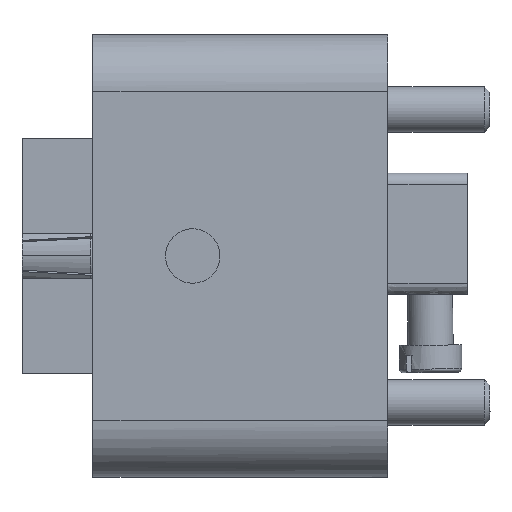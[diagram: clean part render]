
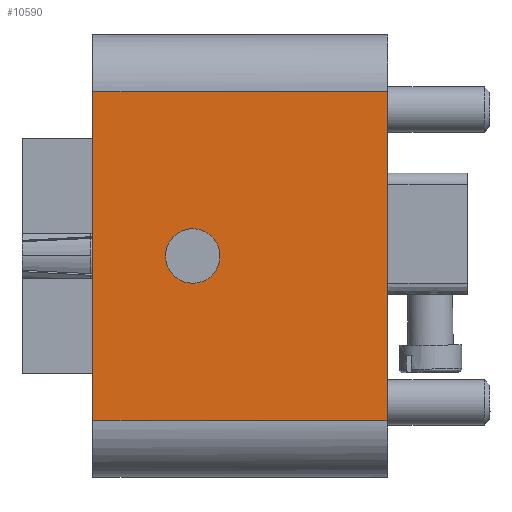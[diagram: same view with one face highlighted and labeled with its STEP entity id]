
A CAD part, left-side view. The second image highlights one B-rep face of the part: STEP entity #10590.
In plain terms, the highlighted free-form (B-spline) face has degree [1, 1] with [2, 2] control points.
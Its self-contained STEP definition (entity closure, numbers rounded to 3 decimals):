
#10523=CARTESIAN_POINT('V179',(-22.0,-1.4,0.)
   );
#10524=VERTEX_POINT('V179',#10523);
#10525=CARTESIAN_POINT('E264',(-22.0,-1.4,0.)
   );
#10526=CARTESIAN_POINT('E264',(-22.0,-1.4,
   4.157));
#10527=CARTESIAN_POINT('E264',(-22.0,-5.,
   2.078));
#10528=CARTESIAN_POINT('E264',(-22.0,-8.6,0.)
   );
#10529=CARTESIAN_POINT('E264',(-22.0,-5.,
   -2.078));
#10530=CARTESIAN_POINT('E264',(-22.0,-1.4,
   -4.157));
#10531=CARTESIAN_POINT('E264',(-22.0,-1.4,0.)
   );
#10539=(BOUNDED_CURVE()B_SPLINE_CURVE(2,(#10525,#10526,#10527,
   #10528,#10529,#10530,#10531),.CIRCULAR_ARC.,.T.,.U.)
   B_SPLINE_CURVE_WITH_KNOTS((3,2,2,3),(0.0,0.333,
   0.667,1.0),.UNSPECIFIED.)CURVE()
   GEOMETRIC_REPRESENTATION_ITEM()RATIONAL_B_SPLINE_CURVE((1.0,
   0.5,1.0,0.5,1.0,0.5,1.0)
   )REPRESENTATION_ITEM('E264'));
#10540=EDGE_CURVE('E264',#10524,#10524,#10539,.T.);
#10552=CARTESIAN_POINT('F97',(-22.0,-21.0,-14.5));
#10553=CARTESIAN_POINT('F97',(-22.0,-21.0,14.5));
#10554=CARTESIAN_POINT('F97',(-22.0,5.0,-14.5));
#10555=CARTESIAN_POINT('F97',(-22.0,5.0,14.5));
#10556=B_SPLINE_SURFACE_WITH_KNOTS('F97',1,1,((#10552,#10554),(
   #10553,#10555)),.PLANE_SURF.,.F.,.F.,.U.,(2,2),(2,2),(0.0,
   1.115),(0.0,1.0),.UNSPECIFIED.);
#10557=CARTESIAN_POINT('V187',(-22.0,-21.0,-14.5));
#10558=VERTEX_POINT('V187',#10557);
#10559=CARTESIAN_POINT('V188',(-22.0,-21.0,14.5));
#10560=VERTEX_POINT('V188',#10559);
#10561=CARTESIAN_POINT('E274',(-22.0,-21.0,-14.5));
#10562=CARTESIAN_POINT('E274',(-22.0,-21.0,14.5));
#10563=B_SPLINE_CURVE_WITH_KNOTS('E274',1,(#10561,#10562),
   .POLYLINE_FORM.,.F.,.U.,(2,2),(0.0,1.115),
   .UNSPECIFIED.);
#10564=EDGE_CURVE('E274',#10558,#10560,#10563,.T.);
#10565=ORIENTED_EDGE('E274',*,*,#10564,.T.);
#10566=CARTESIAN_POINT('V189',(-22.0,5.0,14.5));
#10567=VERTEX_POINT('V189',#10566);
#10568=CARTESIAN_POINT('E275',(-22.0,-21.0,14.5));
#10569=CARTESIAN_POINT('E275',(-22.0,5.0,14.5));
#10570=QUASI_UNIFORM_CURVE('E275',1,(#10568,#10569),.POLYLINE_FORM.,
   .F.,.U.);
#10571=EDGE_CURVE('E275',#10560,#10567,#10570,.T.);
#10572=ORIENTED_EDGE('E275',*,*,#10571,.T.);
#10573=CARTESIAN_POINT('V190',(-22.0,5.0,-14.5));
#10574=VERTEX_POINT('V190',#10573);
#10575=CARTESIAN_POINT('E276',(-22.0,5.0,14.5));
#10576=CARTESIAN_POINT('E276',(-22.0,5.0,-14.5));
#10577=B_SPLINE_CURVE_WITH_KNOTS('E276',1,(#10575,#10576),
   .POLYLINE_FORM.,.F.,.U.,(2,2),(0.0,1.115),
   .UNSPECIFIED.);
#10578=EDGE_CURVE('E276',#10567,#10574,#10577,.T.);
#10579=ORIENTED_EDGE('E276',*,*,#10578,.T.);
#10580=CARTESIAN_POINT('E277',(-22.0,-21.0,-14.5));
#10581=CARTESIAN_POINT('E277',(-22.0,5.0,-14.5));
#10582=B_SPLINE_CURVE_WITH_KNOTS('E277',1,(#10580,#10581),
   .POLYLINE_FORM.,.F.,.U.,(2,2),(0.0,2.6),
   .UNSPECIFIED.);
#10583=EDGE_CURVE('E277',#10558,#10574,#10582,.T.);
#10584=ORIENTED_EDGE('E277',*,*,#10583,.F.);
#10585=EDGE_LOOP('F97',(#10565,#10572,#10579,#10584));
#10586=FACE_OUTER_BOUND('F97',#10585,.T.);
#10587=ORIENTED_EDGE('E264',*,*,#10540,.T.);
#10588=EDGE_LOOP('F97',(#10587));
#10589=FACE_BOUND('F97',#10588,.T.);
#10590=ADVANCED_FACE('F97',(#10586,#10589),#10556,.T.);
